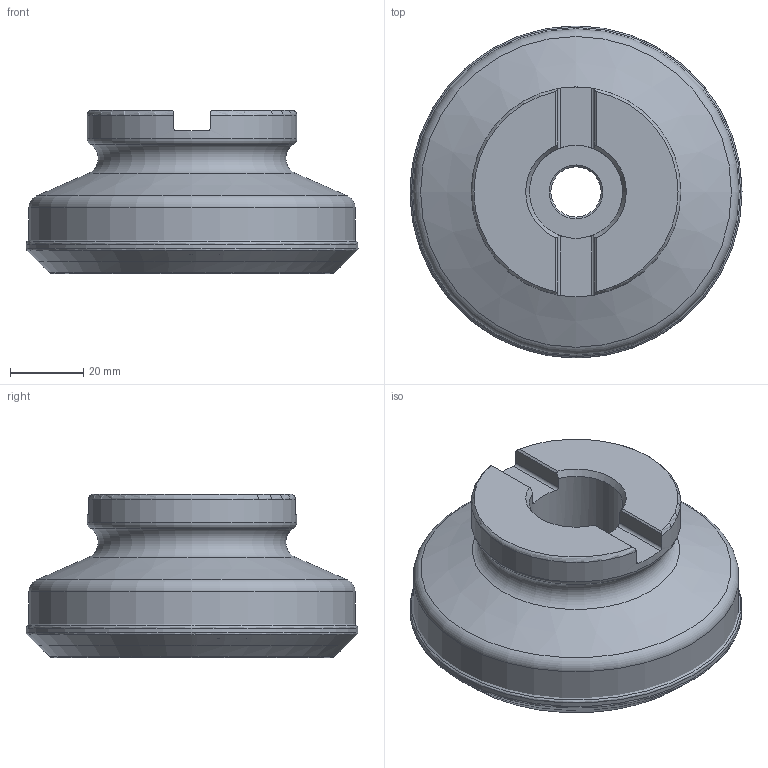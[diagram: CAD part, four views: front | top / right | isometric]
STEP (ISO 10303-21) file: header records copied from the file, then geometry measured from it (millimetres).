
FILE_DESCRIPTION(/* description */ (''),/* implementation_level */ '2;1');
FILE_NAME(/* name */ 'E-CATALOG-F45-SEKT12-D300Z4S100I.stp',/* time_stamp */ '2023-04-19T15:59:40+09:00',/* author */ (''),/* organization */ (''),/* preprocessor_version */ 'ST-DEVELOPER v16',/* originating_system */ 'SIEMENS PLM Software NX 10.0',/* authorisation */ '');
FILE_SCHEMA (('AP203_CONFIGURATION_CONTROLLED_3D_DESIGN_OF_MECHANICAL_PARTS_AND_ASSEMBLIES_MIM_LF { 1 0 10303 403 2 1 2}'));
Length unit declared in the file: millimetre
Products named in the file (1): 102227FC3665cok5
Bounding box: 90.49 x 90.49 x 44.45 mm (x, y, z)
Volume: 153565.9 mm3; surface area: 33971 mm2
Topology: 1 solids, 2 shells, 67 faces, 198 edges, 155 vertices
Faces by surface type: revolution 21, plane 16, torus 13, cylinder 10, cone 6, bspline 1
Full cylindrical faces by diameter (mm): 13.691 x1, 21.006 x1, 25.4 x1, 26.4 x1, 57.15 x1, 88.913 x1
Entity records: 2196 total; most frequent: CARTESIAN_POINT 743, DIRECTION 273, ORIENTED_EDGE 212, EDGE_LOOP 114, AXIS2_PLACEMENT_3D 108, EDGE_CURVE 106, FACE_BOUND 94, VERTEX_POINT 86
